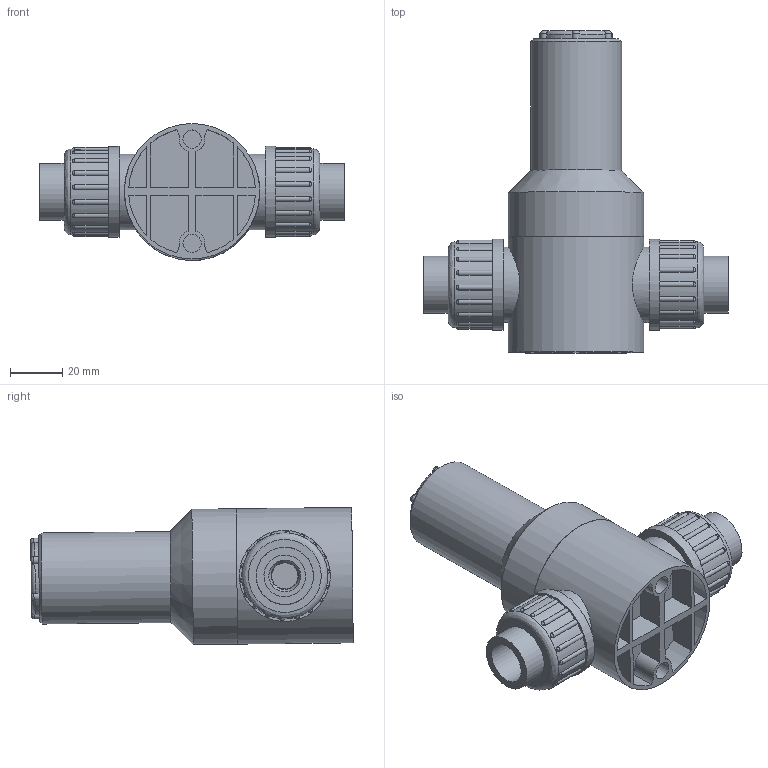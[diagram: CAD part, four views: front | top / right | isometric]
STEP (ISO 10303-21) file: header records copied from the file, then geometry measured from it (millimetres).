
FILE_DESCRIPTION (( 'STEP AP214' ), '1' );
FILE_NAME ('16-1102-7X.STEP', '2019-05-17T13:55:21', ( '' ), ( '' ), 'SwSTEP 2.0', 'SolidWorks 2019', '' );
FILE_SCHEMA (( 'AUTOMOTIVE_DESIGN' ));
Length unit declared in the file: millimetre
Products named in the file (16): PVC Bonnet all size; 3.8 union adapters - ABS; 16mm moulded body PS-95-342   ABS; 723690005 - ABS; 723600105 - ABS; 16mm Cap; PVC Bonnet all size_20mm GFPP; 16-1102-7X
Assembly tree (9 placements, depth 2):
  PVC Bonnet all size
  3.8 union adapters - ABS
  3.8 union adapters - ABS
  723690005 - ABS
  723600105 - ABS
Bounding box: 116.98 x 123.83 x 52.63 mm (x, y, z)
Volume: 236308.4 mm3; surface area: 62348.2 mm2
Topology: 9 solids, 9 shells, 298 faces, 756 edges, 499 vertices
Faces by surface type: cylinder 113, plane 94, bspline 67, cone 17, torus 7
Full cylindrical faces by diameter (mm): 7 x2, 10 x2, 10.5 x2, 13.6 x2, 14.95 x9, 16 x2, 17 x1, 20.2 x2, 22 x2, 22.1 x2, 24 x4, 25.912 x2, 26.978 x2, 27 x2, 29 x2, 33 x2, 35 x3, 38 x1, 52 x2
Entity records: 13910 total; most frequent: CARTESIAN_POINT 9299, DIRECTION 852, ORIENTED_EDGE 836, EDGE_CURVE 418, AXIS2_PLACEMENT_3D 354, VERTEX_POINT 297, EDGE_LOOP 283, FACE_OUTER_BOUND 238
